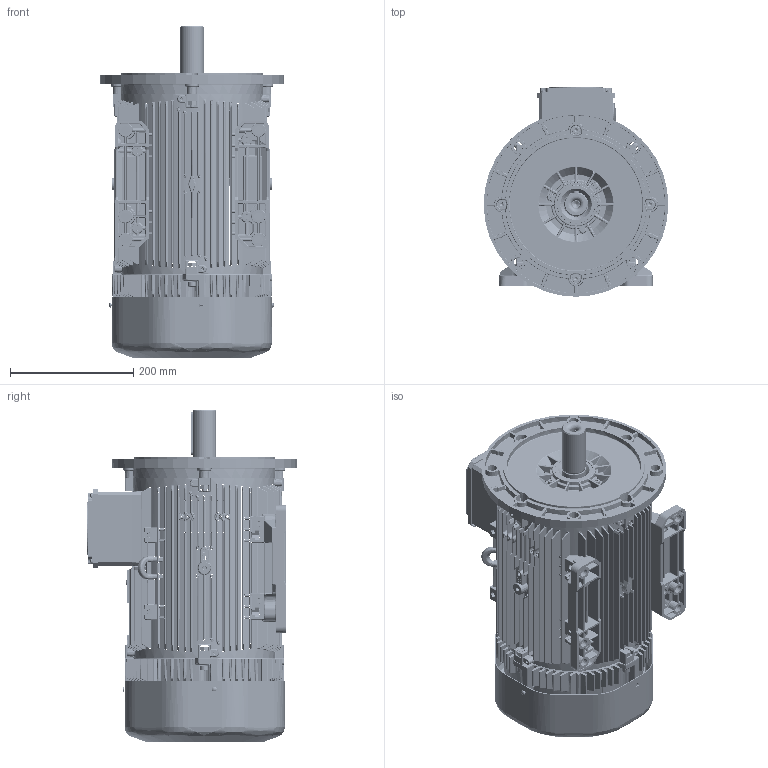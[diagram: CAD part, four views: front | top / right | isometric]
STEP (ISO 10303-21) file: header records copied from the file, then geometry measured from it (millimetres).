
FILE_DESCRIPTION(/* description */ (''),/* implementation_level */ '2;1');
FILE_NAME(/* name */ '_QH series_ 132_B35 _DEEP COVER__stp.stp',/* time_stamp */ '2024-07-29T15:40:06+03:00',/* author */ (''),/* organization */ (''),/* preprocessor_version */ 'ST-DEVELOPER v18.102',/* originating_system */ 'SIEMENS PLM Software NX2206.8101',/* authorisation */ '');
FILE_SCHEMA (('AP203_CONFIGURATION_CONTROLLED_3D_DESIGN_OF_MECHANICAL_PARTS_AND_ASSEMBLIES_MIM_LF { 1 0 10303 403 2 1 2}'));
Products named in the file (1): _QH series_ 132_B35 _DEEP COVER__stp_objects
Bounding box: 299.95 x 340.18 x 538.95 mm (x, y, z)
Surface area: 1346262.1 mm2 (no closed solid volume)
Topology: 0 solids, 604 shells, 8157 faces, 27229 edges, 18107 vertices
Faces by surface type: cylinder 3540, plane 2041, torus 1297, sphere 468, bspline 431, cone 380
Full cylindrical faces by diameter (mm): 4.2 x1, 8 x8, 8.477 x1, 8.478 x1, 12 x1, 13 x1, 28.6 x1, 29.2 x1, 34.5 x1, 37.4 x1, 38 x1, 40 x2, 62 x1, 82 x1, 86.767 x1, 225 x1, 230.5 x1
Entity records: 326251 total; most frequent: CARTESIAN_POINT 104331, DIRECTION 41520, ORIENTED_EDGE 40694, EDGE_CURVE 26748, VERTEX_POINT 18032, AXIS2_PLACEMENT_3D 15869, LINE 9782, VECTOR 9782
